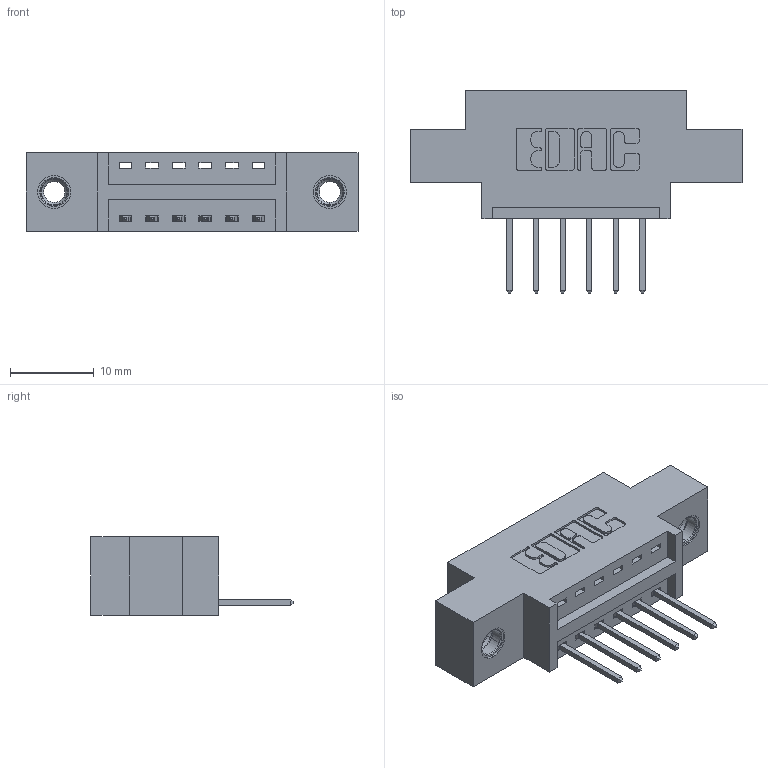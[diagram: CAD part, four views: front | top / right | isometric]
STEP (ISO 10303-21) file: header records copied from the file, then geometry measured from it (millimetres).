
FILE_DESCRIPTION (( 'STEP AP203' ), '1' );
FILE_NAME ('396-006-526-607.STEP', '2022-05-17T06:15:00', ( '' ), ( '' ), 'SwSTEP 2.0', 'SolidWorks 2020', '' );
FILE_SCHEMA (( 'CONFIG_CONTROL_DESIGN' ));
Length unit declared in the file: inch
Products named in the file (4): 345-250-001_345-250-005-103; 345-292-001_345-293-126; 346 Part_0.170 Offset - 0.156 Dia-TI; 396-006-526-607
Assembly tree (9 placements, depth 2):
  396-006-526-607
    346 Part_0.170 Offset - 0.156 Dia-TI
    345-292-001_345-293-126  x6
    345-250-001_345-250-005-103  x2
Bounding box: 39.62 x 24.13 x 9.4 mm (x, y, z)
Volume: 3372 mm3; surface area: 4015.2 mm2
Topology: 9 solids, 9 shells, 534 faces, 1533 edges, 1006 vertices
Faces by surface type: plane 352, cylinder 166, cone 12, torus 4
Entity records: 9906 total; most frequent: CARTESIAN_POINT 1693, ORIENTED_EDGE 1626, DIRECTION 1563, EDGE_CURVE 813, VECTOR 637, LINE 637, VERTEX_POINT 536, AXIS2_PLACEMENT_3D 463
